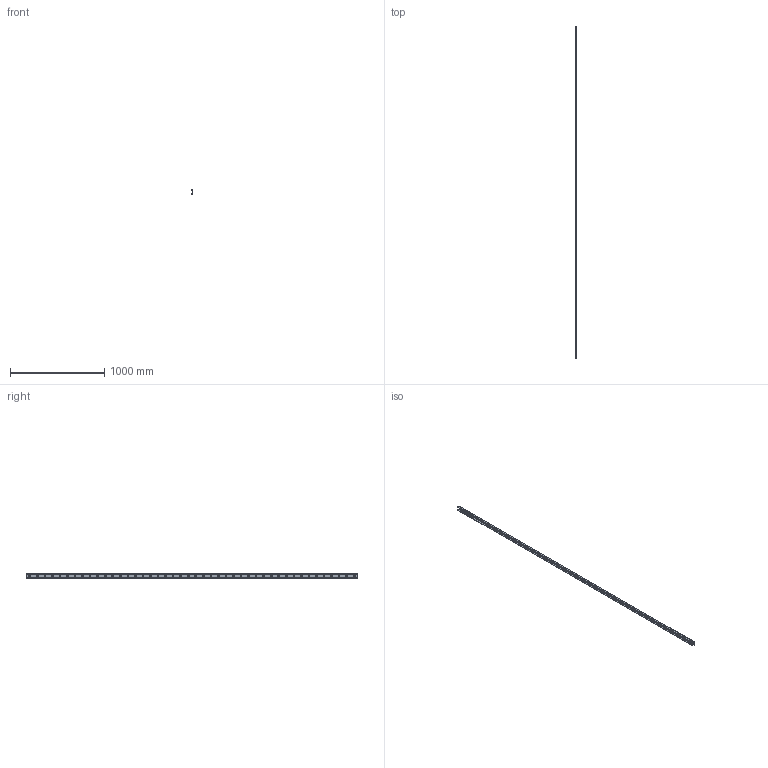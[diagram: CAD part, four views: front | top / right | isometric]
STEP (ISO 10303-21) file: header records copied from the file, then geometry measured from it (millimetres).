
FILE_DESCRIPTION( ( 'Unknown' ), '1' );
FILE_NAME( 'LCU43-3520V.stp', 'Unknown', ( 'Unknown' ), ( 'Unknown' ), 'PSStep 17.0.49', 'Unknown', ' ' );
FILE_SCHEMA( ( 'AUTOMOTIVE_DESIGN { 1 0 10303 214 1 1 1 1 }' ) );
Length unit declared in the file: millimetre
Products named in the file (1): 1
Bounding box: 21 x 3520 x 43 mm (x, y, z)
Volume: 1129102.3 mm3; surface area: 556262.4 mm2
Topology: 1 solids, 1 shells, 104 faces, 306 edges, 204 vertices
Faces by surface type: cylinder 50, cone 44, plane 10
Full cylindrical faces by diameter (mm): 9 x44
Entity records: 3722 total; most frequent: DIRECTION 528, CARTESIAN_POINT 439, ORIENTED_EDGE 348, EDGE_LOOP 280, AXIS2_PLACEMENT_3D 249, EDGE_CURVE 174, VERTEX_POINT 160, FACE_OUTER_BOUND 148
